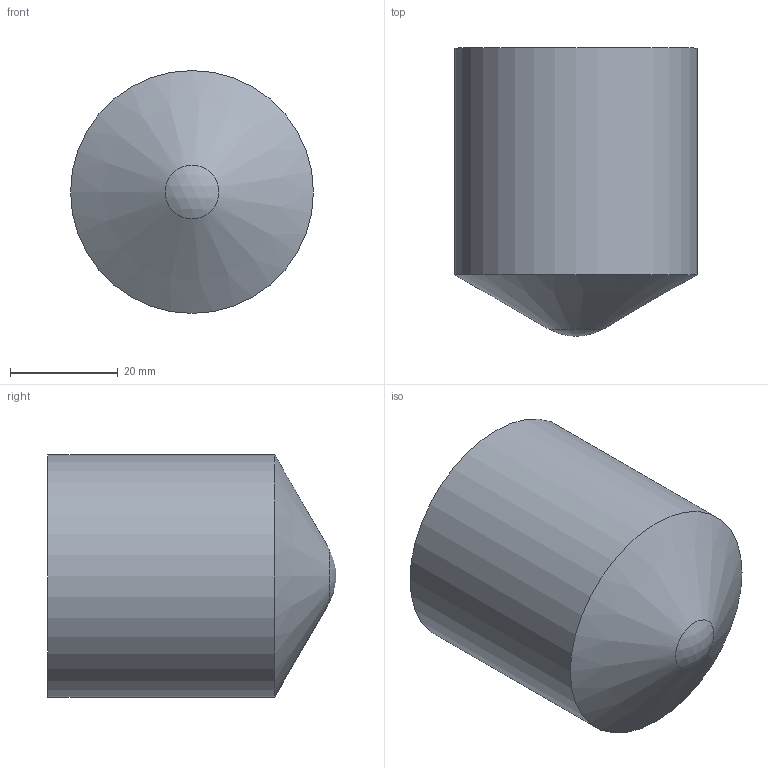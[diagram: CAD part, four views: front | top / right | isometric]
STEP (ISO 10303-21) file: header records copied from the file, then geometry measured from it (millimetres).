
FILE_DESCRIPTION(/* description */ (''),/* implementation_level */ '2;1');
FILE_NAME(/* name */ 'Mirror_OffsetR10_Senban.stp',/* time_stamp */ '2024-02-28T17:27:24+09:00',/* author */ ('Hanaoka'),/* organization */ (''),/* preprocessor_version */ 'ST-DEVELOPER v20',/* originating_system */ 'Autodesk Inventor 2024',/* authorisation */ '');
FILE_SCHEMA (('AUTOMOTIVE_DESIGN { 1 0 10303 214 3 1 1 }'));
Length unit declared in the file: millimetre
Products named in the file (1): COne_mirror
Bounding box: 45 x 53.39 x 45 mm (x, y, z)
Volume: 73663.2 mm3; surface area: 9358 mm2
Topology: 1 solids, 1 shells, 4 faces, 5 edges, 3 vertices
Faces by surface type: plane 1, sphere 1, cone 1, cylinder 1
Full cylindrical faces by diameter (mm): 45 x1
Entity records: 127 total; most frequent: DIRECTION 18, CARTESIAN_POINT 13, ORIENTED_EDGE 10, AXIS2_PLACEMENT_3D 8, EDGE_CURVE 5, FACE_OUTER_BOUND 4, EDGE_LOOP 4, ADVANCED_FACE 4
